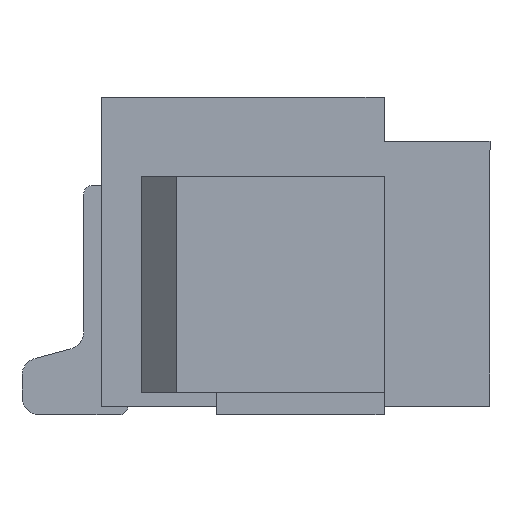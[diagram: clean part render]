
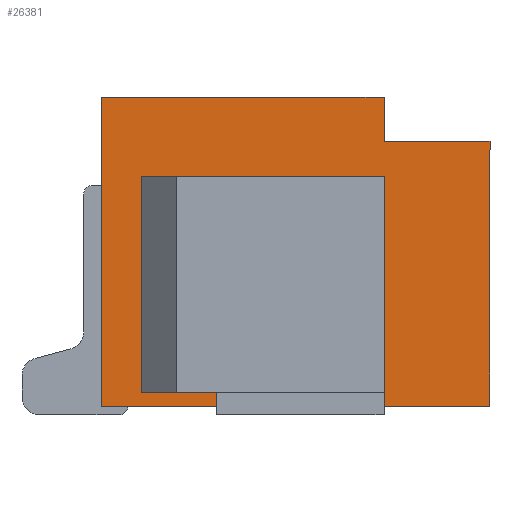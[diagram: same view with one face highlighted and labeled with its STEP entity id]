
A CAD part, left-side view. The second image highlights one B-rep face of the part: STEP entity #26381.
In plain terms, the highlighted planar face has unit normal (-1, 0, 0).
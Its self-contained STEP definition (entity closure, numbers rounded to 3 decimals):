
#157 = CARTESIAN_POINT ( 'NONE',  ( -9.025, 0., -1.75 ) ) ;
#197 = LINE ( 'NONE', #890, #6545 ) ;
#428 = EDGE_CURVE ( 'NONE', #28460, #638, #1583, .T. ) ;
#638 = VERTEX_POINT ( 'NONE', #157 ) ;
#696 = VERTEX_POINT ( 'NONE', #20642 ) ;
#890 = CARTESIAN_POINT ( 'NONE',  ( -9.025, -1.3, -1.6 ) ) ;
#891 = CARTESIAN_POINT ( 'NONE',  ( -9.025, 0., -1.75 ) ) ;
#1583 = LINE ( 'NONE', #891, #24364 ) ;
#1696 = DIRECTION ( 'NONE',  ( 0., 0., -1. ) ) ;
#2159 = LINE ( 'NONE', #14500, #30786 ) ;
#2449 = CARTESIAN_POINT ( 'NONE',  ( -9.025, -0.45, -1.6 ) ) ;
#2481 = VECTOR ( 'NONE', #9384, 1000. ) ;
#3163 = EDGE_CURVE ( 'NONE', #21460, #29677, #15184, .T. ) ;
#3190 = CARTESIAN_POINT ( 'NONE',  ( -9.025, -3.2, 1.25 ) ) ;
#4952 = CARTESIAN_POINT ( 'NONE',  ( -9.025, 0., 0.85 ) ) ;
#5384 = VERTEX_POINT ( 'NONE', #15584 ) ;
#5412 = CARTESIAN_POINT ( 'NONE',  ( -9.025, -1.3, 0.85 ) ) ;
#5472 = VECTOR ( 'NONE', #1696, 1000. ) ;
#5538 = ORIENTED_EDGE ( 'NONE', *, *, #23686, .F. ) ;
#5926 = VECTOR ( 'NONE', #32859, 1000. ) ;
#6219 = VECTOR ( 'NONE', #28851, 1000. ) ;
#6545 = VECTOR ( 'NONE', #31746, 1000. ) ;
#7184 = DIRECTION ( 'NONE',  ( -1., 0., 0. ) ) ;
#7344 = FACE_OUTER_BOUND ( 'NONE', #29472, .T. ) ;
#8278 = ORIENTED_EDGE ( 'NONE', *, *, #10874, .F. ) ;
#8605 = DIRECTION ( 'NONE',  ( 0., -1., 0. ) ) ;
#9154 = VERTEX_POINT ( 'NONE', #5412 ) ;
#9384 = DIRECTION ( 'NONE',  ( 0., 0., -1. ) ) ;
#9905 = CARTESIAN_POINT ( 'NONE',  ( -9.025, 0., 1.75 ) ) ;
#10326 = CARTESIAN_POINT ( 'NONE',  ( -9.025, -3.2, -1.75 ) ) ;
#10874 = EDGE_CURVE ( 'NONE', #23552, #696, #31678, .T. ) ;
#11185 = DIRECTION ( 'NONE',  ( 0., 0., -1. ) ) ;
#11749 = EDGE_CURVE ( 'NONE', #22843, #9154, #18120, .T. ) ;
#12125 = DIRECTION ( 'NONE',  ( 0., 0., -1. ) ) ;
#13746 = ORIENTED_EDGE ( 'NONE', *, *, #428, .T. ) ;
#14244 = ORIENTED_EDGE ( 'NONE', *, *, #16658, .F. ) ;
#14500 = CARTESIAN_POINT ( 'NONE',  ( -9.025, -3.2, 1.25 ) ) ;
#15184 = LINE ( 'NONE', #33193, #5926 ) ;
#15420 = DIRECTION ( 'NONE',  ( 0., 1., 0. ) ) ;
#15497 = DIRECTION ( 'NONE',  ( 0., -1., 0. ) ) ;
#15584 = CARTESIAN_POINT ( 'NONE',  ( -9.025, -3.2, 1.75 ) ) ;
#16027 = ORIENTED_EDGE ( 'NONE', *, *, #31695, .F. ) ;
#16334 = ORIENTED_EDGE ( 'NONE', *, *, #11749, .T. ) ;
#16658 = EDGE_CURVE ( 'NONE', #22843, #21460, #19550, .T. ) ;
#17278 = CARTESIAN_POINT ( 'NONE',  ( -9.025, -1.3, -1.6 ) ) ;
#18120 = LINE ( 'NONE', #4952, #26711 ) ;
#18744 = VECTOR ( 'NONE', #15497, 1000. ) ;
#19550 = LINE ( 'NONE', #22220, #2481 ) ;
#20412 = LINE ( 'NONE', #22573, #18744 ) ;
#20642 = CARTESIAN_POINT ( 'NONE',  ( -9.025, -4.4, 1.25 ) ) ;
#21460 = VERTEX_POINT ( 'NONE', #2449 ) ;
#21532 = VERTEX_POINT ( 'NONE', #30122 ) ;
#22210 = VECTOR ( 'NONE', #30083, 1000. ) ;
#22220 = CARTESIAN_POINT ( 'NONE',  ( -9.025, -0.45, -1.6 ) ) ;
#22528 = CARTESIAN_POINT ( 'NONE',  ( -9.025, -0.45, 0.85 ) ) ;
#22573 = CARTESIAN_POINT ( 'NONE',  ( -9.025, -3.2, -1.75 ) ) ;
#22843 = VERTEX_POINT ( 'NONE', #22528 ) ;
#23336 = FACE_BOUND ( 'NONE', #30545, .T. ) ;
#23552 = VERTEX_POINT ( 'NONE', #27264 ) ;
#23686 = EDGE_CURVE ( 'NONE', #29677, #9154, #197, .T. ) ;
#24364 = VECTOR ( 'NONE', #11185, 1000. ) ;
#24667 = LINE ( 'NONE', #32385, #5472 ) ;
#24929 = EDGE_CURVE ( 'NONE', #696, #21532, #24667, .T. ) ;
#26283 = CARTESIAN_POINT ( 'NONE',  ( -9.025, -3.2, 1.75 ) ) ;
#26381 = ADVANCED_FACE ( 'NONE', ( #7344, #23336 ), #30404, .T. ) ;
#26711 = VECTOR ( 'NONE', #8605, 1000. ) ;
#27038 = ORIENTED_EDGE ( 'NONE', *, *, #3163, .F. ) ;
#27264 = CARTESIAN_POINT ( 'NONE',  ( -9.025, -3.2, 1.25 ) ) ;
#28418 = EDGE_CURVE ( 'NONE', #638, #21532, #20412, .T. ) ;
#28460 = VERTEX_POINT ( 'NONE', #9905 ) ;
#28809 = AXIS2_PLACEMENT_3D ( 'NONE', #10326, #7184, #15420 ) ;
#28851 = DIRECTION ( 'NONE',  ( 0., -1., 0. ) ) ;
#29472 = EDGE_LOOP ( 'NONE', ( #8278, #29879, #16027, #13746, #30004, #30826 ) ) ;
#29677 = VERTEX_POINT ( 'NONE', #17278 ) ;
#29748 = LINE ( 'NONE', #26283, #22210 ) ;
#29879 = ORIENTED_EDGE ( 'NONE', *, *, #31520, .F. ) ;
#30004 = ORIENTED_EDGE ( 'NONE', *, *, #28418, .T. ) ;
#30083 = DIRECTION ( 'NONE',  ( 0., -1., 0. ) ) ;
#30122 = CARTESIAN_POINT ( 'NONE',  ( -9.025, -4.4, -1.75 ) ) ;
#30404 = PLANE ( 'NONE',  #28809 ) ;
#30545 = EDGE_LOOP ( 'NONE', ( #14244, #16334, #5538, #27038 ) ) ;
#30786 = VECTOR ( 'NONE', #12125, 1000. ) ;
#30826 = ORIENTED_EDGE ( 'NONE', *, *, #24929, .F. ) ;
#31520 = EDGE_CURVE ( 'NONE', #5384, #23552, #2159, .T. ) ;
#31678 = LINE ( 'NONE', #3190, #6219 ) ;
#31695 = EDGE_CURVE ( 'NONE', #28460, #5384, #29748, .T. ) ;
#31746 = DIRECTION ( 'NONE',  ( 0., 0., 1. ) ) ;
#32385 = CARTESIAN_POINT ( 'NONE',  ( -9.025, -4.4, -1.75 ) ) ;
#32859 = DIRECTION ( 'NONE',  ( 0., -1., 0. ) ) ;
#33193 = CARTESIAN_POINT ( 'NONE',  ( -9.025, 0., -1.6 ) ) ;
